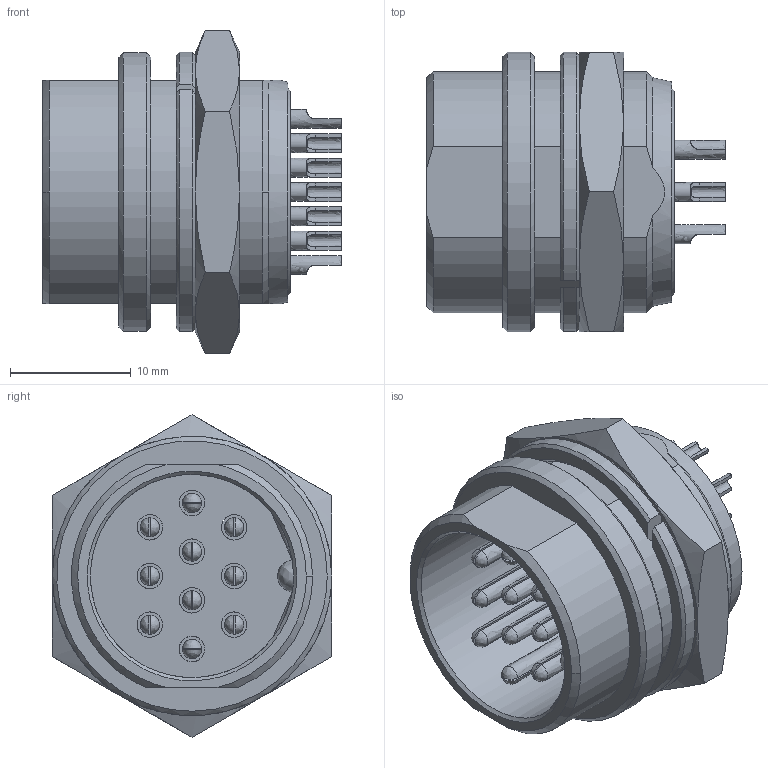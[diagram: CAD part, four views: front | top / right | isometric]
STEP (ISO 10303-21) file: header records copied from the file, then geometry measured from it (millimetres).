
FILE_DESCRIPTION(('FreeCAD Model'),'2;1');
FILE_NAME('Open CASCADE Shape Model','2025-05-05T05:24:03',('FreeCAD'),( 'FreeCAD'),'Open CASCADE STEP processor 7.6','FreeCAD','Unknown');
FILE_SCHEMA(('AUTOMOTIVE_DESIGN { 1 0 10303 214 1 1 1 1 }'));
Length unit declared in the file: millimetre
Products named in the file (1): Open CASCADE STEP translator 7.6 1
Bounding box: 24.75 x 23.17 x 26.75 mm (x, y, z)
Volume: 4443.8 mm3; surface area: 6819.8 mm2
Topology: 14 solids, 14 shells, 245 faces, 563 edges, 359 vertices
Faces by surface type: bspline 245
Entity records: 9053 total; most frequent: CARTESIAN_POINT 5786, ORIENTED_EDGE 1104, EDGE_CURVE 552, VERTEX_POINT 359, FACE_BOUND 293, EDGE_LOOP 293, B_SPLINE_CURVE_WITH_KNOTS 274, ADVANCED_FACE 245
